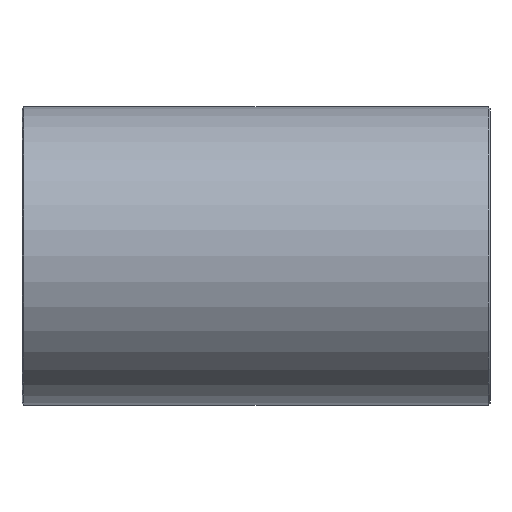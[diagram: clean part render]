
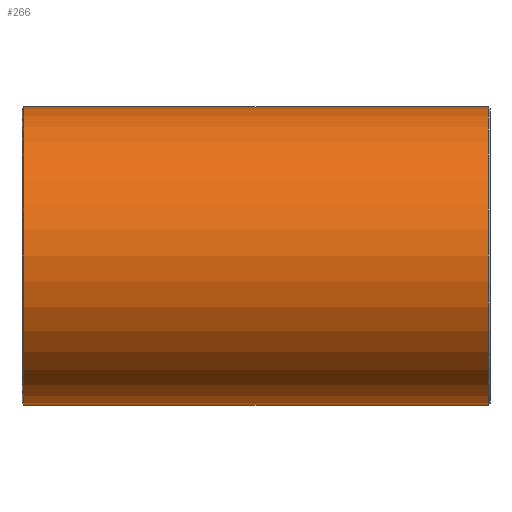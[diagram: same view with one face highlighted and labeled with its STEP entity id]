
A CAD part, front view. The second image highlights one B-rep face of the part: STEP entity #266.
In plain terms, the highlighted cylindrical face has radius 161.925 mm (diameter 323.85 mm), a partial arc.
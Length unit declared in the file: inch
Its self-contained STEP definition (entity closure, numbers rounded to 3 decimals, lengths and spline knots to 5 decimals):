
#3 = ORIENTED_EDGE ( 'NONE', *, *, #111, .T. ) ;
#12 = ORIENTED_EDGE ( 'NONE', *, *, #230, .T. ) ;
#22 = LINE ( 'NONE', #26, #31 ) ;
#26 = CARTESIAN_POINT ( 'NONE',  ( 10., 0., -6.375 ) ) ;
#31 = VECTOR ( 'NONE', #436, 39.37008 ) ;
#32 = CARTESIAN_POINT ( 'NONE',  ( 10., 0., -6.375 ) ) ;
#38 = CARTESIAN_POINT ( 'NONE',  ( 0., 0., -6.375 ) ) ;
#43 = DIRECTION ( 'NONE',  ( -1., 0., 0. ) ) ;
#48 = LINE ( 'NONE', #360, #343 ) ;
#50 = DIRECTION ( 'NONE',  ( 0., 0., 1. ) ) ;
#53 = CARTESIAN_POINT ( 'NONE',  ( 0., 0., 6.375 ) ) ;
#54 = EDGE_CURVE ( 'NONE', #105, #236, #22, .T. ) ;
#57 = CARTESIAN_POINT ( 'NONE',  ( 9.91667, 0., 0. ) ) ;
#65 = CIRCLE ( 'NONE', #269, 6.375 ) ;
#81 = LINE ( 'NONE', #32, #544 ) ;
#85 = VECTOR ( 'NONE', #577, 39.37008 ) ;
#105 = VERTEX_POINT ( 'NONE', #38 ) ;
#111 = EDGE_CURVE ( 'NONE', #429, #569, #165, .T. ) ;
#112 = ORIENTED_EDGE ( 'NONE', *, *, #595, .T. ) ;
#121 = EDGE_CURVE ( 'NONE', #569, #236, #65, .T. ) ;
#130 = EDGE_CURVE ( 'NONE', #139, #105, #81, .T. ) ;
#137 = CARTESIAN_POINT ( 'NONE',  ( 10., 0., 0. ) ) ;
#139 = VERTEX_POINT ( 'NONE', #262 ) ;
#158 = CARTESIAN_POINT ( 'NONE',  ( 9.91667, 0., 6.375 ) ) ;
#165 = LINE ( 'NONE', #495, #85 ) ;
#203 = DIRECTION ( 'NONE',  ( 0., 0., -1. ) ) ;
#225 = CARTESIAN_POINT ( 'NONE',  ( -9.91667, 0., -6.375 ) ) ;
#230 = EDGE_CURVE ( 'NONE', #533, #429, #48, .T. ) ;
#236 = VERTEX_POINT ( 'NONE', #225 ) ;
#251 = EDGE_LOOP ( 'NONE', ( #492, #112, #12, #3, #484, #488 ) ) ;
#261 = AXIS2_PLACEMENT_3D ( 'NONE', #137, #404, #50 ) ;
#262 = CARTESIAN_POINT ( 'NONE',  ( 9.91667, 0., -6.375 ) ) ;
#266 = ADVANCED_FACE ( 'NONE', ( #547 ), #504, .T. ) ;
#269 = AXIS2_PLACEMENT_3D ( 'NONE', #301, #397, #270 ) ;
#270 = DIRECTION ( 'NONE',  ( 0., 0., 1. ) ) ;
#301 = CARTESIAN_POINT ( 'NONE',  ( -9.91667, 0., 0. ) ) ;
#319 = CIRCLE ( 'NONE', #553, 6.375 ) ;
#343 = VECTOR ( 'NONE', #508, 39.37008 ) ;
#360 = CARTESIAN_POINT ( 'NONE',  ( 10., 0., 6.375 ) ) ;
#397 = DIRECTION ( 'NONE',  ( 1., 0., 0. ) ) ;
#404 = DIRECTION ( 'NONE',  ( -1., 0., 0. ) ) ;
#429 = VERTEX_POINT ( 'NONE', #53 ) ;
#436 = DIRECTION ( 'NONE',  ( -1., 0., 0. ) ) ;
#473 = CARTESIAN_POINT ( 'NONE',  ( -9.91667, 0., 6.375 ) ) ;
#484 = ORIENTED_EDGE ( 'NONE', *, *, #121, .T. ) ;
#488 = ORIENTED_EDGE ( 'NONE', *, *, #54, .F. ) ;
#492 = ORIENTED_EDGE ( 'NONE', *, *, #130, .F. ) ;
#495 = CARTESIAN_POINT ( 'NONE',  ( 10., 0., 6.375 ) ) ;
#504 = CYLINDRICAL_SURFACE ( 'NONE', #261, 6.375 ) ;
#508 = DIRECTION ( 'NONE',  ( -1., 0., 0. ) ) ;
#528 = DIRECTION ( 'NONE',  ( -1., 0., 0. ) ) ;
#533 = VERTEX_POINT ( 'NONE', #158 ) ;
#544 = VECTOR ( 'NONE', #43, 39.37008 ) ;
#547 = FACE_OUTER_BOUND ( 'NONE', #251, .T. ) ;
#553 = AXIS2_PLACEMENT_3D ( 'NONE', #57, #528, #203 ) ;
#569 = VERTEX_POINT ( 'NONE', #473 ) ;
#577 = DIRECTION ( 'NONE',  ( -1., 0., 0. ) ) ;
#595 = EDGE_CURVE ( 'NONE', #139, #533, #319, .T. ) ;
